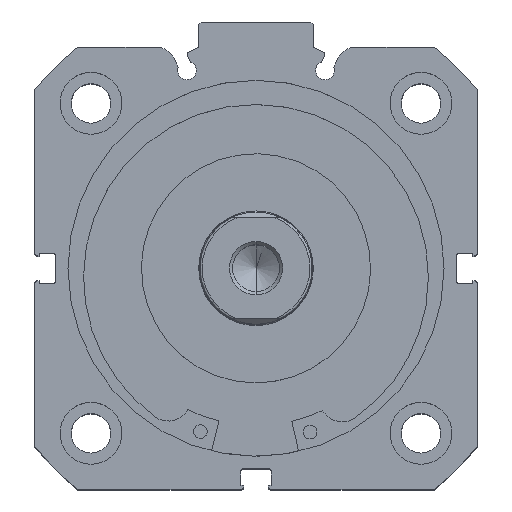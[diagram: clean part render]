
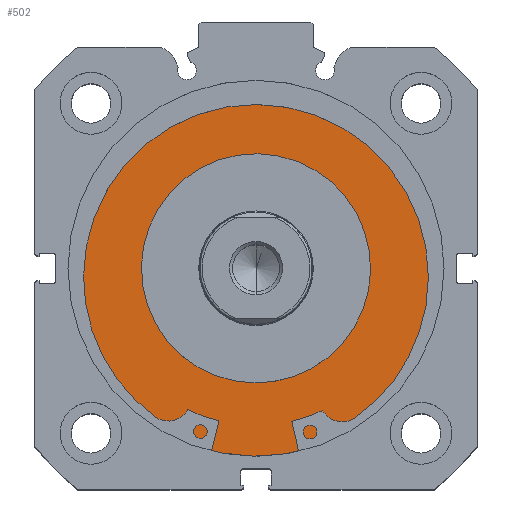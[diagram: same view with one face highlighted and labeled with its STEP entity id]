
A CAD part, top view. The second image highlights one B-rep face of the part: STEP entity #502.
In plain terms, the highlighted face is planar.
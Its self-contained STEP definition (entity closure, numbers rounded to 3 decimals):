
#1 = AXIS2_PLACEMENT_3D ( 'NONE', #2909, #2895, #2880 ) ;
#2 = AXIS2_PLACEMENT_3D ( 'NONE', #2950, #2939, #2926 ) ;
#67 = AXIS2_PLACEMENT_3D ( 'NONE', #927, #925, #924 ) ;
#158 = CARTESIAN_POINT ( 'NONE',  ( 4., 0., -25. ) ) ;
#165 = CARTESIAN_POINT ( 'NONE',  ( 4., 0., -41. ) ) ;
#166 = CARTESIAN_POINT ( 'NONE',  ( 4., 0., 41. ) ) ;
#502 = ADVANCED_FACE ( 'NONE', ( #4084, #4095 ), #926, .F. ) ;
#924 = DIRECTION ( 'NONE',  ( 0., 0., -1. ) ) ;
#925 = DIRECTION ( 'NONE',  ( 1., 0., 0. ) ) ;
#926 = PLANE ( 'NONE',  #67 ) ;
#927 = CARTESIAN_POINT ( 'NONE',  ( 4., 41., 0. ) ) ;
#1820 = VERTEX_POINT ( 'NONE', #166 ) ;
#1821 = VERTEX_POINT ( 'NONE', #165 ) ;
#1826 = VERTEX_POINT ( 'NONE', #158 ) ;
#1842 = VERTEX_POINT ( 'NONE', #3352 ) ;
#1991 = EDGE_CURVE ( 'NONE', #1842, #1826, #5088, .T. ) ;
#1993 = EDGE_CURVE ( 'NONE', #1820, #1821, #5091, .T. ) ;
#2000 = EDGE_CURVE ( 'NONE', #1826, #1842, #5098, .T. ) ;
#2001 = EDGE_CURVE ( 'NONE', #1821, #1820, #5100, .T. ) ;
#2183 = ORIENTED_EDGE ( 'NONE', *, *, #1991, .F. ) ;
#2188 = ORIENTED_EDGE ( 'NONE', *, *, #2000, .F. ) ;
#2193 = ORIENTED_EDGE ( 'NONE', *, *, #1993, .T. ) ;
#2198 = ORIENTED_EDGE ( 'NONE', *, *, #2001, .T. ) ;
#2714 = DIRECTION ( 'NONE',  ( 0., 0., 1. ) ) ;
#2715 = DIRECTION ( 'NONE',  ( -1., 0., 0. ) ) ;
#2736 = DIRECTION ( 'NONE',  ( 0., 0., 1. ) ) ;
#2741 = DIRECTION ( 'NONE',  ( -1., 0., 0. ) ) ;
#2755 = CARTESIAN_POINT ( 'NONE',  ( 4., 0., 0. ) ) ;
#2819 = CARTESIAN_POINT ( 'NONE',  ( 4., 0., 0. ) ) ;
#2880 = DIRECTION ( 'NONE',  ( 0., 0., 1. ) ) ;
#2895 = DIRECTION ( 'NONE',  ( -1., 0., 0. ) ) ;
#2909 = CARTESIAN_POINT ( 'NONE',  ( 4., 0., 0. ) ) ;
#2926 = DIRECTION ( 'NONE',  ( 0., 0., 1. ) ) ;
#2939 = DIRECTION ( 'NONE',  ( -1., 0., 0. ) ) ;
#2950 = CARTESIAN_POINT ( 'NONE',  ( 4., 0., 0. ) ) ;
#3352 = CARTESIAN_POINT ( 'NONE',  ( 4., 0., 25. ) ) ;
#3497 = EDGE_LOOP ( 'NONE', ( #2183, #2188 ) ) ;
#3502 = EDGE_LOOP ( 'NONE', ( #2193, #2198 ) ) ;
#4084 = FACE_BOUND ( 'NONE', #3497, .T. ) ;
#4095 = FACE_OUTER_BOUND ( 'NONE', #3502, .T. ) ;
#5088 = CIRCLE ( 'NONE', #2, 25. ) ;
#5091 = CIRCLE ( 'NONE', #1, 41. ) ;
#5098 = CIRCLE ( 'NONE', #5950, 25. ) ;
#5100 = CIRCLE ( 'NONE', #5954, 41. ) ;
#5950 = AXIS2_PLACEMENT_3D ( 'NONE', #2755, #2741, #2736 ) ;
#5954 = AXIS2_PLACEMENT_3D ( 'NONE', #2819, #2715, #2714 ) ;
